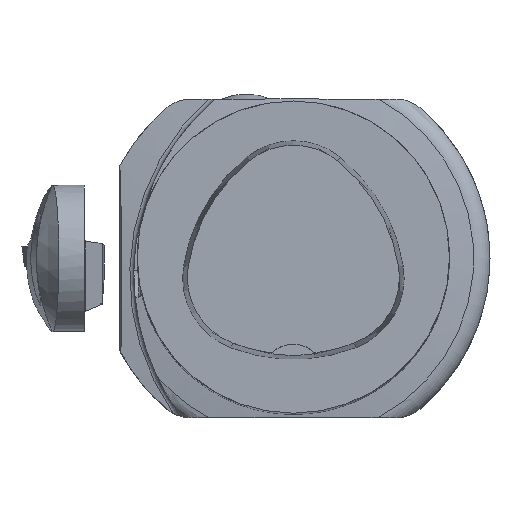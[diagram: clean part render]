
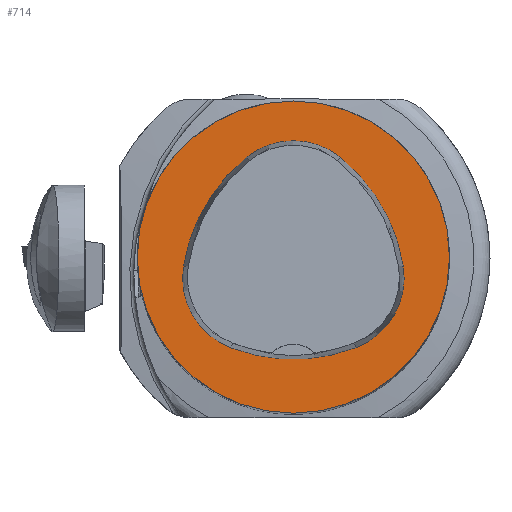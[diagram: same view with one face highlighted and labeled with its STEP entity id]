
A CAD part, top view. The second image highlights one B-rep face of the part: STEP entity #714.
In plain terms, the highlighted planar face has unit normal (0, 0, 1).
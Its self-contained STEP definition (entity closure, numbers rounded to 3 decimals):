
#714=ADVANCED_FACE('',(#1617,#1618),#1119,.T.);
#1119=PLANE('',#7907);
#1410=CIRCLE('',#7877,25.);
#1411=CIRCLE('',#7883,28.);
#1413=CIRCLE('',#7886,12.);
#1415=CIRCLE('',#7889,28.);
#1417=CIRCLE('',#7892,12.);
#1421=CIRCLE('',#7897,28.);
#1423=CIRCLE('',#7900,12.);
#1617=FACE_BOUND('',#1693,.T.);
#1618=FACE_BOUND('',#1694,.T.);
#1693=EDGE_LOOP('',(#2505,#2506,#2507,#2508,#2509,#2510));
#1694=EDGE_LOOP('',(#2511));
#2505=ORIENTED_EDGE('',*,*,#5505,.T.);
#2506=ORIENTED_EDGE('',*,*,#5485,.T.);
#2507=ORIENTED_EDGE('',*,*,#5489,.T.);
#2508=ORIENTED_EDGE('',*,*,#5492,.T.);
#2509=ORIENTED_EDGE('',*,*,#5495,.T.);
#2510=ORIENTED_EDGE('',*,*,#5503,.T.);
#2511=ORIENTED_EDGE('',*,*,#5476,.F.);
#4716=VERTEX_POINT('',#10504);
#4725=VERTEX_POINT('',#10523);
#4726=VERTEX_POINT('',#10524);
#4729=VERTEX_POINT('',#10532);
#4731=VERTEX_POINT('',#10538);
#4733=VERTEX_POINT('',#10544);
#4740=VERTEX_POINT('',#10565);
#5476=EDGE_CURVE('',#4716,#4716,#1410,.T.);
#5485=EDGE_CURVE('',#4725,#4726,#1411,.T.);
#5489=EDGE_CURVE('',#4726,#4729,#1413,.T.);
#5492=EDGE_CURVE('',#4729,#4731,#1415,.T.);
#5495=EDGE_CURVE('',#4731,#4733,#1417,.T.);
#5503=EDGE_CURVE('',#4733,#4740,#1421,.T.);
#5505=EDGE_CURVE('',#4740,#4725,#1423,.T.);
#7877=AXIS2_PLACEMENT_3D('',#10503,#8557,#8558);
#7883=AXIS2_PLACEMENT_3D('',#10522,#8573,#8574);
#7886=AXIS2_PLACEMENT_3D('',#10531,#8581,#8582);
#7889=AXIS2_PLACEMENT_3D('',#10537,#8588,#8589);
#7892=AXIS2_PLACEMENT_3D('',#10543,#8595,#8596);
#7897=AXIS2_PLACEMENT_3D('',#10566,#8607,#8608);
#7900=AXIS2_PLACEMENT_3D('',#10569,#8613,#8614);
#7907=AXIS2_PLACEMENT_3D('',#10590,#8628,#8629);
#8557=DIRECTION('',(0.,0.,-1.));
#8558=DIRECTION('',(-1.,0.,0.));
#8573=DIRECTION('',(0.,0.,-1.));
#8574=DIRECTION('',(-1.,0.,0.));
#8581=DIRECTION('',(0.,0.,-1.));
#8582=DIRECTION('',(-1.,0.,0.));
#8588=DIRECTION('',(0.,0.,-1.));
#8589=DIRECTION('',(-1.,0.,0.));
#8595=DIRECTION('',(0.,0.,-1.));
#8596=DIRECTION('',(-1.,0.,0.));
#8607=DIRECTION('',(0.,0.,-1.));
#8608=DIRECTION('',(-1.,0.,0.));
#8613=DIRECTION('',(0.,0.,-1.));
#8614=DIRECTION('',(-1.,0.,0.));
#8628=DIRECTION('',(0.,0.,1.));
#8629=DIRECTION('',(1.,0.,0.));
#10503=CARTESIAN_POINT('',(0.,0.,0.535));
#10504=CARTESIAN_POINT('',(-25.,0.,0.535));
#10522=CARTESIAN_POINT('',(10.068,-5.824,0.535));
#10523=CARTESIAN_POINT('',(-17.584,-1.424,0.535));
#10524=CARTESIAN_POINT('',(-7.531,15.953,0.535));
#10531=CARTESIAN_POINT('',(0.011,6.62,0.535));
#10532=CARTESIAN_POINT('',(7.567,15.942,0.535));
#10537=CARTESIAN_POINT('',(-10.063,-5.81,0.535));
#10538=CARTESIAN_POINT('',(17.59,-1.418,0.535));
#10543=CARTESIAN_POINT('',(5.739,-3.3,0.535));
#10544=CARTESIAN_POINT('',(10.05,-14.499,0.535));
#10565=CARTESIAN_POINT('',(-10.025,-14.516,0.535));
#10566=CARTESIAN_POINT('',(-0.01,11.631,0.535));
#10569=CARTESIAN_POINT('',(-5.733,-3.31,0.535));
#10590=CARTESIAN_POINT('',(0.,0.,0.535));
